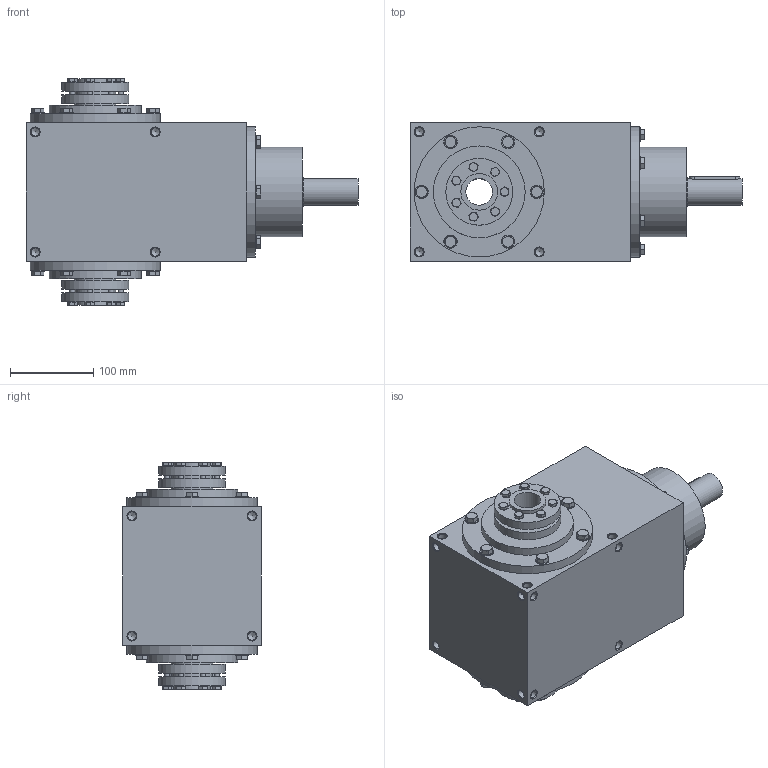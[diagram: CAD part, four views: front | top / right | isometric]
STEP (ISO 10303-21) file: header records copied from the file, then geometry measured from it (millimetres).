
FILE_DESCRIPTION(/* description */ ('STEP AP203'),/* implementation_level */ '2;1');
FILE_NAME(/* name */ 'REA42_R.1_4.5',/* time_stamp */ '2023-01-09T15:40:54+01:00',/* author */ ('License CC BY-ND 4.0'),/* organization */ ('CADENAS'),/* preprocessor_version */ 'ST-DEVELOPER v18.102',/* originating_system */ 'PARTsolutions',/* authorisation */ ' ');
FILE_SCHEMA (('CONFIG_CONTROL_DESIGN'));
Length unit declared in the file: millimetre
Products named in the file (5): REA42_R.1/4.5; RA42-shrink_disk; REC42-shaft; RC_RR42-screw; REA42-case
Assembly tree (22 placements, depth 2):
  REA42_R.1/4.5
    RA42-shrink_disk  x2
    REC42-shaft
    RC_RR42-screw  x18
    REA42-case
Bounding box: 398 x 166 x 272 mm (x, y, z)
Volume: 8736015.8 mm3; surface area: 421775.1 mm2
Topology: 22 solids, 22 shells, 654 faces, 1470 edges, 901 vertices
Faces by surface type: plane 307, cone 234, cylinder 113
Full cylindrical faces by diameter (mm): 6 x14, 8.376 x1, 8.6 x14, 10.106 x40, 16 x18, 32 x3, 34 x1, 35 x2, 44 x4, 49 x2, 50 x2, 80 x4, 107 x1, 110 x2, 156 x3
Entity records: 7841 total; most frequent: CARTESIAN_POINT 1404, DIRECTION 1180, ORIENTED_EDGE 922, AXIS2_PLACEMENT_3D 532, EDGE_CURVE 461, FACE_BOUND 451, EDGE_LOOP 430, VERTEX_POINT 354
